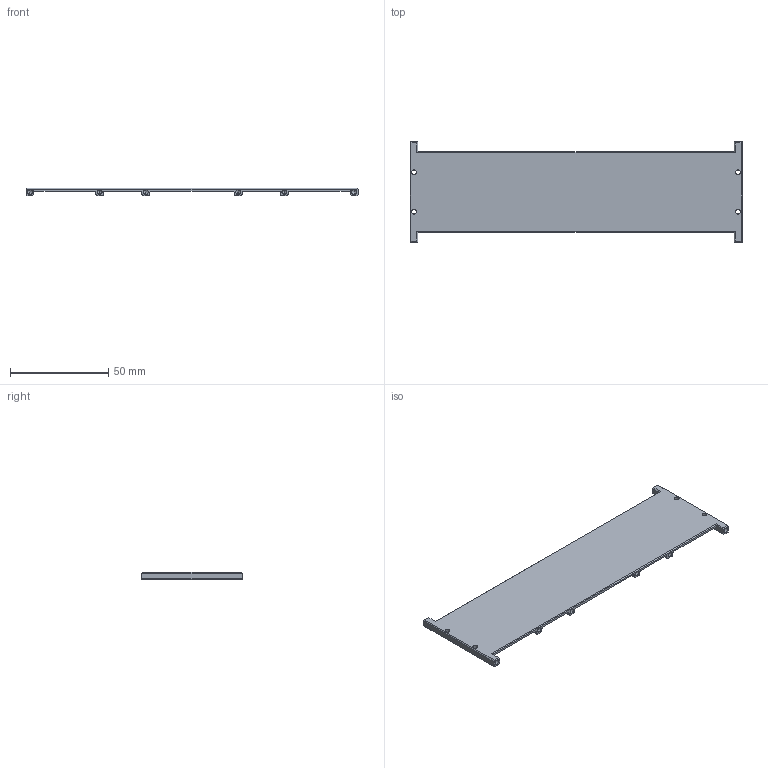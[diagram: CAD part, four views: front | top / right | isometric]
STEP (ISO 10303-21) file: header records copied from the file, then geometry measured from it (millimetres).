
FILE_DESCRIPTION (( 'STEP AP214' ), '1' );
FILE_NAME ('JXS-02-01.STEP', '2026-02-04T18:12:45', ( '1' ), ( '' ), 'SwSTEP 2.0', 'SolidWorks 2020', '' );
FILE_SCHEMA (( 'AUTOMOTIVE_DESIGN' ));
Length unit declared in the file: millimetre
Products named in the file (1): JXS-02-01
Bounding box: 169 x 51 x 4 mm (x, y, z)
Volume: 12708 mm3; surface area: 16236.2 mm2
Topology: 1 solids, 1 shells, 119 faces, 315 edges, 186 vertices
Faces by surface type: cylinder 48, plane 47, cone 24
Entity records: 3891 total; most frequent: DIRECTION 627, CARTESIAN_POINT 597, ORIENTED_EDGE 582, EDGE_CURVE 291, AXIS2_PLACEMENT_3D 216, VECTOR 195, LINE 195, VERTEX_POINT 186
